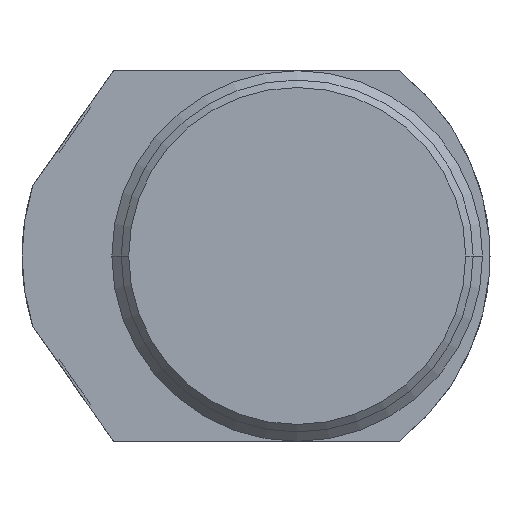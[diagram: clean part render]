
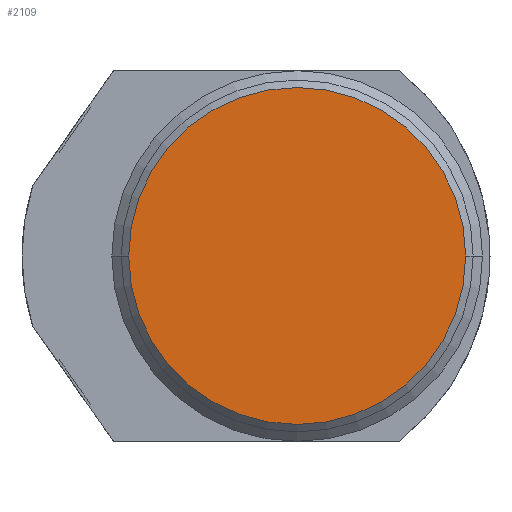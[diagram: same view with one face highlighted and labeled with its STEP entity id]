
A CAD part, left-side view. The second image highlights one B-rep face of the part: STEP entity #2109.
In plain terms, the highlighted planar face has unit normal (-1, 0, 0).
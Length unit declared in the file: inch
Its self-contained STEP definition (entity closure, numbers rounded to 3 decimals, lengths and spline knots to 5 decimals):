
#797=CARTESIAN_POINT('',(-3.38,-0.165,0.));
#798=DIRECTION('',(-1.,0.,0.));
#799=DIRECTION('',(0.,1.,0.));
#800=AXIS2_PLACEMENT_3D('',#797,#798,#799);
#827=CARTESIAN_POINT('',(-3.38,-0.165,0.));
#828=DIRECTION('',(1.,0.,0.));
#829=DIRECTION('',(0.,1.,0.));
#830=AXIS2_PLACEMENT_3D('',#827,#828,#829);
#1479=CARTESIAN_POINT('',(-3.38,0.51,0.));
#1480=CARTESIAN_POINT('',(-3.38,-0.84,0.));
#1481=VERTEX_POINT('',#1479);
#1482=VERTEX_POINT('',#1480);
#2099=CARTESIAN_POINT('',(-3.38,0.,0.));
#2100=DIRECTION('',(1.,0.,0.));
#2101=DIRECTION('',(0.,0.,-1.));
#2102=AXIS2_PLACEMENT_3D('',#2099,#2100,#2101);
#2103=PLANE('',#2102);
#2104=ORIENTED_EDGE('',*,*,#2089,.F.);
#2106=ORIENTED_EDGE('',*,*,#2105,.T.);
#2107=EDGE_LOOP('',(#2104,#2106));
#2108=FACE_OUTER_BOUND('',#2107,.F.);
#2109=ADVANCED_FACE('',(#2108),#2103,.F.);
#801=CIRCLE('',#800,0.675);
#831=CIRCLE('',#830,0.675);
#2089=EDGE_CURVE('',#1481,#1482,#801,.T.);
#2105=EDGE_CURVE('',#1481,#1482,#831,.T.);
